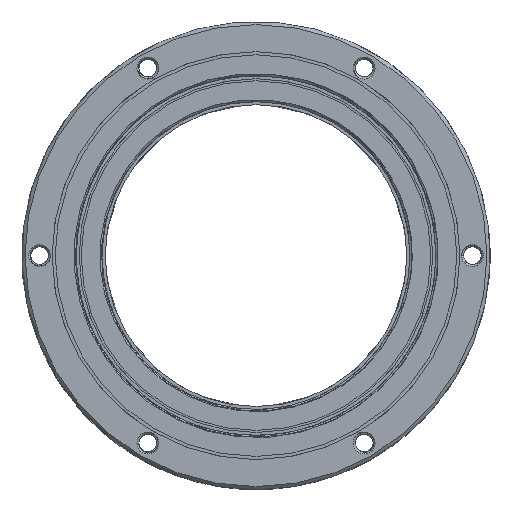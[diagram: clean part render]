
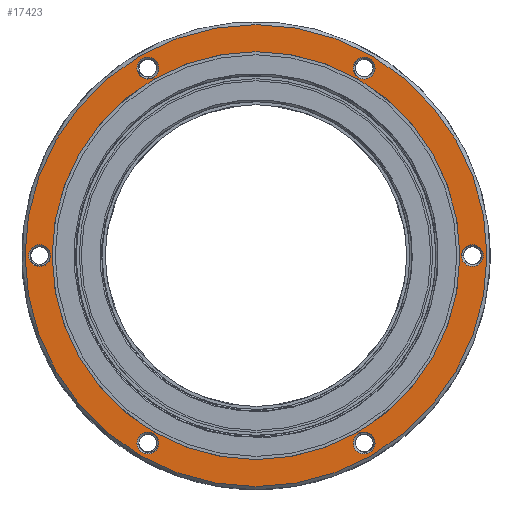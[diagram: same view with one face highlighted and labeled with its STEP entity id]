
A CAD part, left-side view. The second image highlights one B-rep face of the part: STEP entity #17423.
In plain terms, the highlighted planar face has unit normal (-1, 0, 0).
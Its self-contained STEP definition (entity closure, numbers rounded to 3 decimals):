
#210 = DIRECTION ( 'NONE',  ( 1., 0., 0. ) ) ;
#452 = CIRCLE ( 'NONE', #8142, 1.05 ) ;
#532 = VERTEX_POINT ( 'NONE', #10979 ) ;
#1101 = DIRECTION ( 'NONE',  ( 0., 0., -1. ) ) ;
#1112 = DIRECTION ( 'NONE',  ( 1., 0., 0. ) ) ;
#1212 = CIRCLE ( 'NONE', #25881, 1.05 ) ;
#1374 = EDGE_LOOP ( 'NONE', ( #15345 ) ) ;
#2593 = VERTEX_POINT ( 'NONE', #29122 ) ;
#2786 = FACE_BOUND ( 'NONE', #18528, .T. ) ;
#3828 = EDGE_CURVE ( 'NONE', #24019, #24019, #452, .T. ) ;
#3863 = DIRECTION ( 'NONE',  ( 1., 0., 0. ) ) ;
#3882 = CIRCLE ( 'NONE', #5548, 1.05 ) ;
#3970 = EDGE_CURVE ( 'NONE', #532, #532, #25056, .T. ) ;
#4617 = VERTEX_POINT ( 'NONE', #32841 ) ;
#4957 = EDGE_CURVE ( 'NONE', #2593, #2593, #27699, .T. ) ;
#5201 = VERTEX_POINT ( 'NONE', #18373 ) ;
#5548 = AXIS2_PLACEMENT_3D ( 'NONE', #32800, #32293, #1101 ) ;
#8019 = AXIS2_PLACEMENT_3D ( 'NONE', #23377, #210, #33631 ) ;
#8084 = DIRECTION ( 'NONE',  ( 0., 0., -1. ) ) ;
#8142 = AXIS2_PLACEMENT_3D ( 'NONE', #29717, #1112, #29057 ) ;
#8481 = ORIENTED_EDGE ( 'NONE', *, *, #9027, .T. ) ;
#9027 = EDGE_CURVE ( 'NONE', #5201, #5201, #3882, .T. ) ;
#9546 = CARTESIAN_POINT ( 'NONE',  ( 9., 20.8, -1.05 ) ) ;
#10202 = AXIS2_PLACEMENT_3D ( 'NONE', #27323, #3863, #19475 ) ;
#10350 = EDGE_LOOP ( 'NONE', ( #8481 ) ) ;
#10979 = CARTESIAN_POINT ( 'NONE',  ( 9., 0., 19.6 ) ) ;
#11345 = AXIS2_PLACEMENT_3D ( 'NONE', #25460, #22047, #32463 ) ;
#12279 = VERTEX_POINT ( 'NONE', #19855 ) ;
#12908 = FACE_BOUND ( 'NONE', #29413, .T. ) ;
#12996 = EDGE_LOOP ( 'NONE', ( #14245 ) ) ;
#14245 = ORIENTED_EDGE ( 'NONE', *, *, #23054, .T. ) ;
#15218 = AXIS2_PLACEMENT_3D ( 'NONE', #16505, #19090, #23873 ) ;
#15345 = ORIENTED_EDGE ( 'NONE', *, *, #33220, .T. ) ;
#15677 = FACE_BOUND ( 'NONE', #32844, .T. ) ;
#15858 = FACE_BOUND ( 'NONE', #10350, .T. ) ;
#15976 = CARTESIAN_POINT ( 'NONE',  ( 9., -10.4, -18.013 ) ) ;
#16030 = EDGE_LOOP ( 'NONE', ( #31092 ) ) ;
#16046 = DIRECTION ( 'NONE',  ( -1., 0., 0. ) ) ;
#16152 = ORIENTED_EDGE ( 'NONE', *, *, #3828, .T. ) ;
#16484 = CARTESIAN_POINT ( 'NONE',  ( 9., 0., -22.2 ) ) ;
#16505 = CARTESIAN_POINT ( 'NONE',  ( 9., 20.8, 0. ) ) ;
#16826 = CIRCLE ( 'NONE', #31013, 22.2 ) ;
#16983 = DIRECTION ( 'NONE',  ( 0., 0., -1. ) ) ;
#17423 = ADVANCED_FACE ( 'NONE', ( #23205, #15858, #23697, #2786, #17908, #12908, #25769, #15677 ), #28826, .F. ) ;
#17908 = FACE_BOUND ( 'NONE', #12996, .T. ) ;
#18373 = CARTESIAN_POINT ( 'NONE',  ( 9., 10.4, 16.963 ) ) ;
#18528 = EDGE_LOOP ( 'NONE', ( #23228 ) ) ;
#19090 = DIRECTION ( 'NONE',  ( 1., 0., 0. ) ) ;
#19475 = DIRECTION ( 'NONE',  ( 0., 0., -1. ) ) ;
#19855 = CARTESIAN_POINT ( 'NONE',  ( 9., -20.8, -1.05 ) ) ;
#20359 = EDGE_CURVE ( 'NONE', #28035, #28035, #33804, .T. ) ;
#21194 = CARTESIAN_POINT ( 'NONE',  ( 9., 0., 0. ) ) ;
#21290 = AXIS2_PLACEMENT_3D ( 'NONE', #15976, #21612, #8084 ) ;
#21469 = CARTESIAN_POINT ( 'NONE',  ( 9., 10.4, -19.063 ) ) ;
#21612 = DIRECTION ( 'NONE',  ( 1., 0., 0. ) ) ;
#21804 = CARTESIAN_POINT ( 'NONE',  ( 9., -20.8, 0. ) ) ;
#22047 = DIRECTION ( 'NONE',  ( -1., 0., 0. ) ) ;
#23054 = EDGE_CURVE ( 'NONE', #4617, #4617, #27255, .T. ) ;
#23205 = FACE_OUTER_BOUND ( 'NONE', #1374, .T. ) ;
#23228 = ORIENTED_EDGE ( 'NONE', *, *, #28048, .T. ) ;
#23377 = CARTESIAN_POINT ( 'NONE',  ( 9., 22.5, 0. ) ) ;
#23697 = FACE_BOUND ( 'NONE', #24150, .T. ) ;
#23873 = DIRECTION ( 'NONE',  ( 0., 0., -1. ) ) ;
#24019 = VERTEX_POINT ( 'NONE', #21469 ) ;
#24150 = EDGE_LOOP ( 'NONE', ( #30872 ) ) ;
#24672 = DIRECTION ( 'NONE',  ( 1., 0., 0. ) ) ;
#25056 = CIRCLE ( 'NONE', #11345, 19.6 ) ;
#25150 = VERTEX_POINT ( 'NONE', #16484 ) ;
#25460 = CARTESIAN_POINT ( 'NONE',  ( 9., 0., 0. ) ) ;
#25769 = FACE_BOUND ( 'NONE', #16030, .T. ) ;
#25881 = AXIS2_PLACEMENT_3D ( 'NONE', #21804, #24672, #16983 ) ;
#26480 = DIRECTION ( 'NONE',  ( 0., 0., -1. ) ) ;
#27255 = CIRCLE ( 'NONE', #21290, 1.05 ) ;
#27323 = CARTESIAN_POINT ( 'NONE',  ( 9., -10.4, 18.013 ) ) ;
#27699 = CIRCLE ( 'NONE', #10202, 1.05 ) ;
#28035 = VERTEX_POINT ( 'NONE', #9546 ) ;
#28048 = EDGE_CURVE ( 'NONE', #12279, #12279, #1212, .T. ) ;
#28511 = ORIENTED_EDGE ( 'NONE', *, *, #3970, .F. ) ;
#28826 = PLANE ( 'NONE',  #8019 ) ;
#29057 = DIRECTION ( 'NONE',  ( 0., 0., -1. ) ) ;
#29122 = CARTESIAN_POINT ( 'NONE',  ( 9., -10.4, 16.963 ) ) ;
#29413 = EDGE_LOOP ( 'NONE', ( #16152 ) ) ;
#29717 = CARTESIAN_POINT ( 'NONE',  ( 9., 10.4, -18.013 ) ) ;
#30872 = ORIENTED_EDGE ( 'NONE', *, *, #4957, .T. ) ;
#31013 = AXIS2_PLACEMENT_3D ( 'NONE', #21194, #16046, #26480 ) ;
#31092 = ORIENTED_EDGE ( 'NONE', *, *, #20359, .T. ) ;
#32293 = DIRECTION ( 'NONE',  ( 1., 0., 0. ) ) ;
#32463 = DIRECTION ( 'NONE',  ( 0., 0., 1. ) ) ;
#32800 = CARTESIAN_POINT ( 'NONE',  ( 9., 10.4, 18.013 ) ) ;
#32841 = CARTESIAN_POINT ( 'NONE',  ( 9., -10.4, -19.063 ) ) ;
#32844 = EDGE_LOOP ( 'NONE', ( #28511 ) ) ;
#33220 = EDGE_CURVE ( 'NONE', #25150, #25150, #16826, .T. ) ;
#33631 = DIRECTION ( 'NONE',  ( 0., 0., -1. ) ) ;
#33804 = CIRCLE ( 'NONE', #15218, 1.05 ) ;
